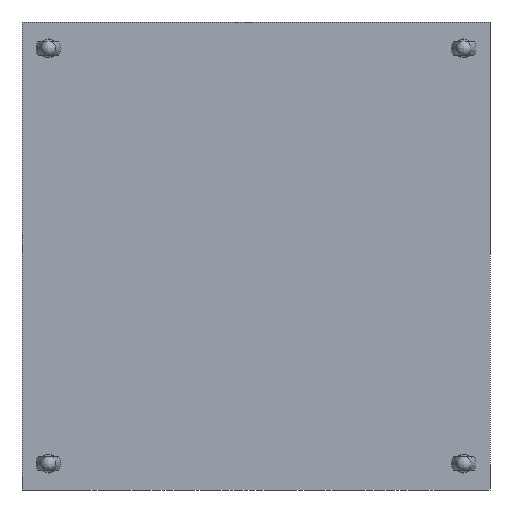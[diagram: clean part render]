
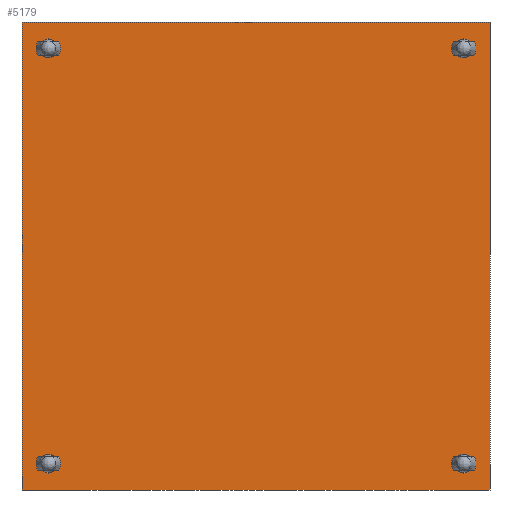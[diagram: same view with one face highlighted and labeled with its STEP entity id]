
A CAD part, front view. The second image highlights one B-rep face of the part: STEP entity #5179.
In plain terms, the highlighted planar face has unit normal (0, -1, 0).
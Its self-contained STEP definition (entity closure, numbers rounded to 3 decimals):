
#56 = FACE_BOUND ( 'NONE', #6146, .T. ) ;
#75 = CARTESIAN_POINT ( 'NONE',  ( 40., 0., 40. ) ) ;
#260 = DIRECTION ( 'NONE',  ( 0., 0., 1. ) ) ;
#304 = EDGE_CURVE ( 'NONE', #10860, #7452, #3429, .T. ) ;
#437 = CARTESIAN_POINT ( 'NONE',  ( 35.5, 0., -37.1 ) ) ;
#468 = VERTEX_POINT ( 'NONE', #437 ) ;
#534 = DIRECTION ( 'NONE',  ( 0., 0., 1. ) ) ;
#548 = ORIENTED_EDGE ( 'NONE', *, *, #5561, .T. ) ;
#802 = CARTESIAN_POINT ( 'NONE',  ( 35.5, 0., 35.5 ) ) ;
#943 = ORIENTED_EDGE ( 'NONE', *, *, #8468, .T. ) ;
#1103 = CARTESIAN_POINT ( 'NONE',  ( 35.5, 0., -33.9 ) ) ;
#1182 = VERTEX_POINT ( 'NONE', #10511 ) ;
#1190 = AXIS2_PLACEMENT_3D ( 'NONE', #8570, #5188, #260 ) ;
#1265 = AXIS2_PLACEMENT_3D ( 'NONE', #5423, #7098, #1927 ) ;
#1306 = CIRCLE ( 'NONE', #1538, 1.6 ) ;
#1454 = EDGE_CURVE ( 'NONE', #10860, #1752, #7792, .T. ) ;
#1504 = FACE_BOUND ( 'NONE', #3625, .T. ) ;
#1538 = AXIS2_PLACEMENT_3D ( 'NONE', #3605, #7027, #4350 ) ;
#1600 = DIRECTION ( 'NONE',  ( 0., 1., 0. ) ) ;
#1615 = LINE ( 'NONE', #6946, #6838 ) ;
#1715 = CARTESIAN_POINT ( 'NONE',  ( -40., 0., 40. ) ) ;
#1752 = VERTEX_POINT ( 'NONE', #9963 ) ;
#1861 = EDGE_CURVE ( 'NONE', #468, #10397, #2457, .T. ) ;
#1927 = DIRECTION ( 'NONE',  ( 0., 0., 1. ) ) ;
#2061 = VERTEX_POINT ( 'NONE', #9472 ) ;
#2173 = CIRCLE ( 'NONE', #7349, 1.6 ) ;
#2182 = CARTESIAN_POINT ( 'NONE',  ( -35.5, 0., 35.5 ) ) ;
#2232 = VECTOR ( 'NONE', #6144, 1000. ) ;
#2314 = DIRECTION ( 'NONE',  ( 0., 0., 1. ) ) ;
#2375 = AXIS2_PLACEMENT_3D ( 'NONE', #802, #4317, #5178 ) ;
#2457 = CIRCLE ( 'NONE', #1190, 1.6 ) ;
#2547 = PLANE ( 'NONE',  #3121 ) ;
#2556 = AXIS2_PLACEMENT_3D ( 'NONE', #2182, #10728, #534 ) ;
#2613 = AXIS2_PLACEMENT_3D ( 'NONE', #8144, #3034, #2314 ) ;
#2644 = ORIENTED_EDGE ( 'NONE', *, *, #1454, .T. ) ;
#2667 = CARTESIAN_POINT ( 'NONE',  ( -40., 0., 40. ) ) ;
#2690 = ORIENTED_EDGE ( 'NONE', *, *, #5807, .T. ) ;
#2724 = EDGE_CURVE ( 'NONE', #7452, #2061, #8383, .T. ) ;
#2870 = VECTOR ( 'NONE', #8561, 1000. ) ;
#3034 = DIRECTION ( 'NONE',  ( 0., 1., 0. ) ) ;
#3064 = ORIENTED_EDGE ( 'NONE', *, *, #7109, .T. ) ;
#3121 = AXIS2_PLACEMENT_3D ( 'NONE', #5220, #7683, #6811 ) ;
#3385 = CARTESIAN_POINT ( 'NONE',  ( -35.5, 0., 33.9 ) ) ;
#3429 = LINE ( 'NONE', #1715, #2232 ) ;
#3585 = VERTEX_POINT ( 'NONE', #4576 ) ;
#3605 = CARTESIAN_POINT ( 'NONE',  ( -35.5, 0., -35.5 ) ) ;
#3625 = EDGE_LOOP ( 'NONE', ( #943, #10672 ) ) ;
#3653 = FACE_BOUND ( 'NONE', #7888, .T. ) ;
#3796 = VERTEX_POINT ( 'NONE', #4156 ) ;
#4144 = CIRCLE ( 'NONE', #1265, 1.6 ) ;
#4156 = CARTESIAN_POINT ( 'NONE',  ( -35.5, 0., 37.1 ) ) ;
#4169 = DIRECTION ( 'NONE',  ( 0., 0., 1. ) ) ;
#4317 = DIRECTION ( 'NONE',  ( 0., 1., 0. ) ) ;
#4350 = DIRECTION ( 'NONE',  ( 0., 0., 1. ) ) ;
#4360 = CIRCLE ( 'NONE', #2375, 1.6 ) ;
#4562 = ORIENTED_EDGE ( 'NONE', *, *, #5051, .T. ) ;
#4576 = CARTESIAN_POINT ( 'NONE',  ( -35.5, 0., -37.1 ) ) ;
#4672 = EDGE_LOOP ( 'NONE', ( #3064, #9605 ) ) ;
#4919 = CARTESIAN_POINT ( 'NONE',  ( 35.5, 0., -35.5 ) ) ;
#5051 = EDGE_CURVE ( 'NONE', #3796, #10711, #2173, .T. ) ;
#5179 = ADVANCED_FACE ( 'NONE', ( #56, #6072, #1504, #3653, #10856 ), #2547, .F. ) ;
#5178 = DIRECTION ( 'NONE',  ( 0., 0., 1. ) ) ;
#5188 = DIRECTION ( 'NONE',  ( 0., 1., 0. ) ) ;
#5220 = CARTESIAN_POINT ( 'NONE',  ( -40., 0., 40. ) ) ;
#5325 = CARTESIAN_POINT ( 'NONE',  ( 35.5, 0., 37.1 ) ) ;
#5357 = DIRECTION ( 'NONE',  ( 1., 0., 0. ) ) ;
#5367 = VERTEX_POINT ( 'NONE', #5325 ) ;
#5423 = CARTESIAN_POINT ( 'NONE',  ( 35.5, 0., 35.5 ) ) ;
#5561 = EDGE_CURVE ( 'NONE', #3585, #1182, #5797, .T. ) ;
#5797 = CIRCLE ( 'NONE', #2613, 1.6 ) ;
#5807 = EDGE_CURVE ( 'NONE', #1752, #2061, #1615, .T. ) ;
#5891 = ORIENTED_EDGE ( 'NONE', *, *, #6130, .T. ) ;
#6072 = FACE_BOUND ( 'NONE', #4672, .T. ) ;
#6122 = EDGE_LOOP ( 'NONE', ( #2690, #6828, #9593, #2644 ) ) ;
#6130 = EDGE_CURVE ( 'NONE', #1182, #3585, #1306, .T. ) ;
#6144 = DIRECTION ( 'NONE',  ( 1., 0., 0. ) ) ;
#6146 = EDGE_LOOP ( 'NONE', ( #4562, #10207 ) ) ;
#6695 = DIRECTION ( 'NONE',  ( 0., 0., 1. ) ) ;
#6811 = DIRECTION ( 'NONE',  ( -1., 0., 0. ) ) ;
#6828 = ORIENTED_EDGE ( 'NONE', *, *, #2724, .F. ) ;
#6838 = VECTOR ( 'NONE', #5357, 1000. ) ;
#6946 = CARTESIAN_POINT ( 'NONE',  ( -40., 0., -40. ) ) ;
#7027 = DIRECTION ( 'NONE',  ( 0., 1., 0. ) ) ;
#7098 = DIRECTION ( 'NONE',  ( 0., 1., 0. ) ) ;
#7109 = EDGE_CURVE ( 'NONE', #5367, #10513, #4144, .T. ) ;
#7169 = CARTESIAN_POINT ( 'NONE',  ( 35.5, 0., 33.9 ) ) ;
#7349 = AXIS2_PLACEMENT_3D ( 'NONE', #9159, #8343, #6695 ) ;
#7452 = VERTEX_POINT ( 'NONE', #75 ) ;
#7683 = DIRECTION ( 'NONE',  ( 0., 1., 0. ) ) ;
#7703 = CARTESIAN_POINT ( 'NONE',  ( -40., 0., 40. ) ) ;
#7792 = LINE ( 'NONE', #2667, #2870 ) ;
#7814 = EDGE_CURVE ( 'NONE', #10711, #3796, #9181, .T. ) ;
#7888 = EDGE_LOOP ( 'NONE', ( #5891, #548 ) ) ;
#8144 = CARTESIAN_POINT ( 'NONE',  ( -35.5, 0., -35.5 ) ) ;
#8224 = AXIS2_PLACEMENT_3D ( 'NONE', #4919, #1600, #4169 ) ;
#8343 = DIRECTION ( 'NONE',  ( 0., 1., 0. ) ) ;
#8383 = LINE ( 'NONE', #10349, #9580 ) ;
#8468 = EDGE_CURVE ( 'NONE', #10397, #468, #9712, .T. ) ;
#8561 = DIRECTION ( 'NONE',  ( 0., 0., -1. ) ) ;
#8570 = CARTESIAN_POINT ( 'NONE',  ( 35.5, 0., -35.5 ) ) ;
#9159 = CARTESIAN_POINT ( 'NONE',  ( -35.5, 0., 35.5 ) ) ;
#9181 = CIRCLE ( 'NONE', #2556, 1.6 ) ;
#9472 = CARTESIAN_POINT ( 'NONE',  ( 40., 0., -40. ) ) ;
#9528 = DIRECTION ( 'NONE',  ( 0., 0., -1. ) ) ;
#9580 = VECTOR ( 'NONE', #9528, 1000. ) ;
#9593 = ORIENTED_EDGE ( 'NONE', *, *, #304, .F. ) ;
#9605 = ORIENTED_EDGE ( 'NONE', *, *, #10045, .T. ) ;
#9712 = CIRCLE ( 'NONE', #8224, 1.6 ) ;
#9963 = CARTESIAN_POINT ( 'NONE',  ( -40., 0., -40. ) ) ;
#10045 = EDGE_CURVE ( 'NONE', #10513, #5367, #4360, .T. ) ;
#10207 = ORIENTED_EDGE ( 'NONE', *, *, #7814, .T. ) ;
#10349 = CARTESIAN_POINT ( 'NONE',  ( 40., 0., 40. ) ) ;
#10397 = VERTEX_POINT ( 'NONE', #1103 ) ;
#10511 = CARTESIAN_POINT ( 'NONE',  ( -35.5, 0., -33.9 ) ) ;
#10513 = VERTEX_POINT ( 'NONE', #7169 ) ;
#10672 = ORIENTED_EDGE ( 'NONE', *, *, #1861, .T. ) ;
#10711 = VERTEX_POINT ( 'NONE', #3385 ) ;
#10728 = DIRECTION ( 'NONE',  ( 0., 1., 0. ) ) ;
#10856 = FACE_OUTER_BOUND ( 'NONE', #6122, .T. ) ;
#10860 = VERTEX_POINT ( 'NONE', #7703 ) ;
